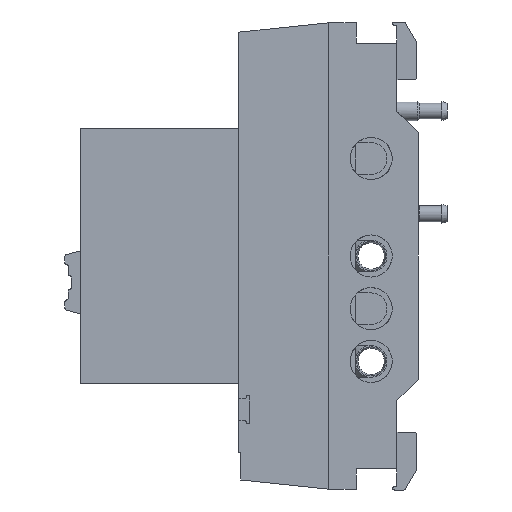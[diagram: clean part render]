
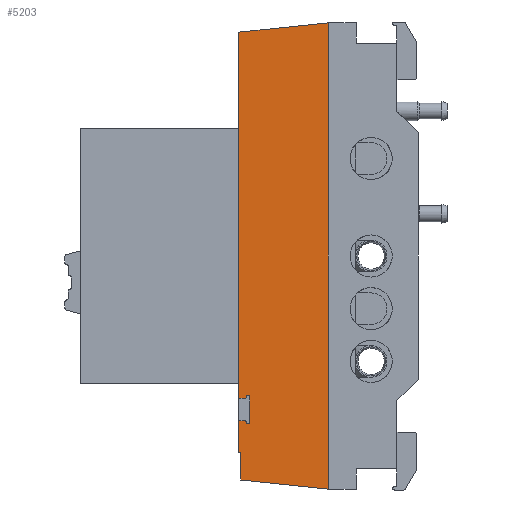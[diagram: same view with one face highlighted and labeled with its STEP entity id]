
A CAD part, left-side view. The second image highlights one B-rep face of the part: STEP entity #5203.
In plain terms, the highlighted planar face has unit normal (-1, 0, 0).
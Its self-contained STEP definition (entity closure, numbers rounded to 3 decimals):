
#162=LINE('',#7151,#492);
#163=LINE('',#7154,#493);
#167=LINE('',#7162,#497);
#174=LINE('',#7176,#504);
#175=LINE('',#7178,#505);
#176=LINE('',#7180,#506);
#177=LINE('',#7182,#507);
#178=LINE('',#7183,#508);
#179=LINE('',#7187,#509);
#180=LINE('',#7189,#510);
#181=LINE('',#7191,#511);
#182=LINE('',#7193,#512);
#183=LINE('',#7195,#513);
#184=LINE('',#7199,#514);
#492=VECTOR('',#6008,1000.);
#493=VECTOR('',#6013,1000.);
#497=VECTOR('',#6017,1000.);
#504=VECTOR('',#6026,1000.);
#505=VECTOR('',#6027,1000.);
#506=VECTOR('',#6028,1000.);
#507=VECTOR('',#6029,1000.);
#508=VECTOR('',#6030,1000.);
#509=VECTOR('',#6033,1000.);
#510=VECTOR('',#6034,1000.);
#511=VECTOR('',#6035,1000.);
#512=VECTOR('',#6036,1000.);
#513=VECTOR('',#6037,1000.);
#514=VECTOR('',#6040,1000.);
#915=ORIENTED_EDGE('',*,*,#1870,.F.);
#916=ORIENTED_EDGE('',*,*,#1883,.F.);
#917=ORIENTED_EDGE('',*,*,#1884,.F.);
#918=ORIENTED_EDGE('',*,*,#1885,.F.);
#919=ORIENTED_EDGE('',*,*,#1886,.F.);
#920=ORIENTED_EDGE('',*,*,#1876,.F.);
#921=ORIENTED_EDGE('',*,*,#1887,.F.);
#922=ORIENTED_EDGE('',*,*,#1888,.T.);
#923=ORIENTED_EDGE('',*,*,#1889,.F.);
#924=ORIENTED_EDGE('',*,*,#1890,.F.);
#925=ORIENTED_EDGE('',*,*,#1891,.F.);
#926=ORIENTED_EDGE('',*,*,#1892,.F.);
#927=ORIENTED_EDGE('',*,*,#1893,.F.);
#928=ORIENTED_EDGE('',*,*,#1894,.T.);
#929=ORIENTED_EDGE('',*,*,#1895,.F.);
#930=ORIENTED_EDGE('',*,*,#1872,.F.);
#1870=EDGE_CURVE('',#2348,#2346,#162,.T.);
#1872=EDGE_CURVE('',#2346,#2349,#163,.T.);
#1876=EDGE_CURVE('',#2352,#2353,#167,.T.);
#1883=EDGE_CURVE('',#2359,#2348,#174,.T.);
#1884=EDGE_CURVE('',#2360,#2359,#175,.T.);
#1885=EDGE_CURVE('',#2361,#2360,#176,.T.);
#1886=EDGE_CURVE('',#2353,#2361,#177,.T.);
#1887=EDGE_CURVE('',#2362,#2352,#178,.T.);
#1888=EDGE_CURVE('',#2362,#2363,#2656,.F.);
#1889=EDGE_CURVE('',#2364,#2363,#179,.T.);
#1890=EDGE_CURVE('',#2365,#2364,#180,.T.);
#1891=EDGE_CURVE('',#2366,#2365,#181,.T.);
#1892=EDGE_CURVE('',#2367,#2366,#182,.T.);
#1893=EDGE_CURVE('',#2368,#2367,#183,.T.);
#1894=EDGE_CURVE('',#2368,#2369,#2657,.F.);
#1895=EDGE_CURVE('',#2349,#2369,#184,.T.);
#2346=VERTEX_POINT('',#7146);
#2348=VERTEX_POINT('',#7150);
#2349=VERTEX_POINT('',#7155);
#2352=VERTEX_POINT('',#7161);
#2353=VERTEX_POINT('',#7163);
#2359=VERTEX_POINT('',#7177);
#2360=VERTEX_POINT('',#7179);
#2361=VERTEX_POINT('',#7181);
#2362=VERTEX_POINT('',#7184);
#2363=VERTEX_POINT('',#7186);
#2364=VERTEX_POINT('',#7188);
#2365=VERTEX_POINT('',#7190);
#2366=VERTEX_POINT('',#7192);
#2367=VERTEX_POINT('',#7194);
#2368=VERTEX_POINT('',#7196);
#2369=VERTEX_POINT('',#7198);
#2656=CIRCLE('',#5475,0.3);
#2657=CIRCLE('',#5476,0.3);
#2831=EDGE_LOOP('',(#915,#916,#917,#918,#919,#920,#921,#922,#923,#924,#925,
#926,#927,#928,#929,#930));
#3141=FACE_BOUND('',#2831,.T.);
#3436=PLANE('',#5474);
#5203=ADVANCED_FACE('',(#3141),#3436,.F.);
#5474=AXIS2_PLACEMENT_3D('',#7175,#6024,#6025);
#5475=AXIS2_PLACEMENT_3D('',#7185,#6031,#6032);
#5476=AXIS2_PLACEMENT_3D('',#7197,#6038,#6039);
#6008=DIRECTION('',(0.,1.,0.));
#6013=DIRECTION('',(0.,0.,1.));
#6017=DIRECTION('',(0.,0.,1.));
#6024=DIRECTION('',(1.,0.,0.));
#6025=DIRECTION('',(0.,0.,-1.));
#6026=DIRECTION('',(0.,0.,1.));
#6027=DIRECTION('',(0.,0.995,0.105));
#6028=DIRECTION('',(0.,0.,-1.));
#6029=DIRECTION('',(0.,-0.995,0.105));
#6030=DIRECTION('',(0.,1.,0.));
#6031=DIRECTION('',(1.,0.,0.));
#6032=DIRECTION('',(0.,0.,-1.));
#6033=DIRECTION('',(0.,0.,-1.));
#6034=DIRECTION('',(0.,1.,0.));
#6035=DIRECTION('',(0.,0.,1.));
#6036=DIRECTION('',(0.,-1.,0.));
#6037=DIRECTION('',(0.,0.,-1.));
#6038=DIRECTION('',(1.,0.,0.));
#6039=DIRECTION('',(0.,0.,-1.));
#6040=DIRECTION('',(0.,-1.,0.));
#7146=CARTESIAN_POINT('',(-13.4,34.,-37.25));
#7150=CARTESIAN_POINT('',(-13.4,33.6,-37.25));
#7151=CARTESIAN_POINT('',(-13.4,0.,-37.25));
#7154=CARTESIAN_POINT('',(-13.4,34.,-42.463));
#7155=CARTESIAN_POINT('',(-13.4,34.,-31.3));
#7161=CARTESIAN_POINT('',(-13.4,34.,-27.));
#7162=CARTESIAN_POINT('',(-13.4,34.,-42.463));
#7163=CARTESIAN_POINT('',(-13.4,34.,42.463));
#7175=CARTESIAN_POINT('',(-13.4,0.,0.));
#7176=CARTESIAN_POINT('',(-13.4,33.6,0.));
#7177=CARTESIAN_POINT('',(-13.4,33.6,-42.505));
#7178=CARTESIAN_POINT('',(-13.4,17.,-44.25));
#7179=CARTESIAN_POINT('',(-13.4,17.,-44.25));
#7180=CARTESIAN_POINT('',(-13.4,17.,44.25));
#7181=CARTESIAN_POINT('',(-13.4,17.,44.25));
#7182=CARTESIAN_POINT('',(-13.4,34.,42.463));
#7183=CARTESIAN_POINT('',(-13.4,0.,-27.));
#7184=CARTESIAN_POINT('',(-13.4,32.8,-27.));
#7185=CARTESIAN_POINT('',(-13.4,32.8,-26.7));
#7186=CARTESIAN_POINT('',(-13.4,32.5,-26.7));
#7187=CARTESIAN_POINT('',(-13.4,32.5,0.));
#7188=CARTESIAN_POINT('',(-13.4,32.5,-26.55));
#7189=CARTESIAN_POINT('',(-13.4,0.,-26.55));
#7190=CARTESIAN_POINT('',(-13.4,31.9,-26.55));
#7191=CARTESIAN_POINT('',(-13.4,31.9,0.));
#7192=CARTESIAN_POINT('',(-13.4,31.9,-31.75));
#7193=CARTESIAN_POINT('',(-13.4,0.,-31.75));
#7194=CARTESIAN_POINT('',(-13.4,32.5,-31.75));
#7195=CARTESIAN_POINT('',(-13.4,32.5,0.));
#7196=CARTESIAN_POINT('',(-13.4,32.5,-31.6));
#7197=CARTESIAN_POINT('',(-13.4,32.8,-31.6));
#7198=CARTESIAN_POINT('',(-13.4,32.8,-31.3));
#7199=CARTESIAN_POINT('',(-13.4,0.,-31.3));
